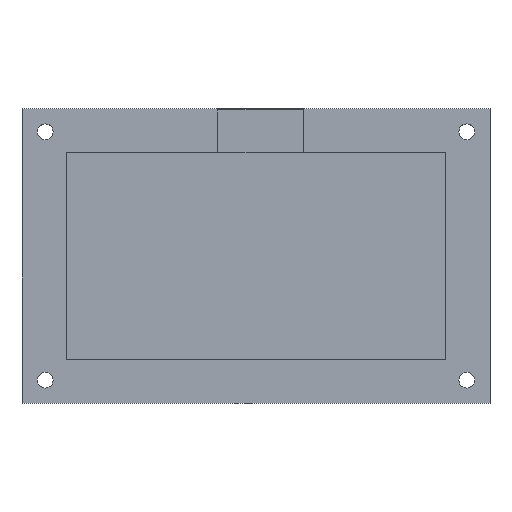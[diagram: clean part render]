
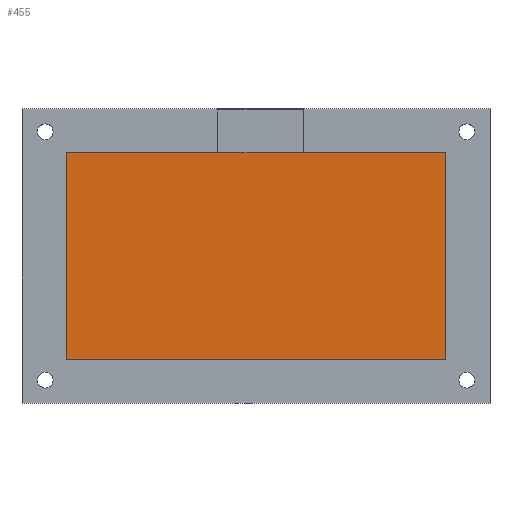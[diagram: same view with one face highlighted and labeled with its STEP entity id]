
A CAD part, top view. The second image highlights one B-rep face of the part: STEP entity #455.
In plain terms, the highlighted planar face has unit normal (0, 0, 1).
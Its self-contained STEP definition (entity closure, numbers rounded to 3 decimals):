
#61=FACE_OUTER_BOUND('',#88,.T.);
#88=EDGE_LOOP('',(#335,#336,#337,#338));
#136=LINE('',#703,#180);
#139=LINE('',#709,#183);
#140=LINE('',#711,#184);
#141=LINE('',#712,#185);
#180=VECTOR('',#563,10.);
#183=VECTOR('',#568,10.);
#184=VECTOR('',#569,10.);
#185=VECTOR('',#570,10.);
#220=VERTEX_POINT('',#700);
#221=VERTEX_POINT('',#702);
#223=VERTEX_POINT('',#708);
#224=VERTEX_POINT('',#710);
#264=EDGE_CURVE('',#220,#221,#136,.T.);
#267=EDGE_CURVE('',#223,#220,#139,.T.);
#268=EDGE_CURVE('',#224,#223,#140,.T.);
#269=EDGE_CURVE('',#221,#224,#141,.T.);
#335=ORIENTED_EDGE('',*,*,#267,.F.);
#336=ORIENTED_EDGE('',*,*,#268,.F.);
#337=ORIENTED_EDGE('',*,*,#269,.F.);
#338=ORIENTED_EDGE('',*,*,#264,.F.);
#436=PLANE('',#497);
#455=ADVANCED_FACE('',(#61),#436,.T.);
#497=AXIS2_PLACEMENT_3D('',#707,#566,#567);
#563=DIRECTION('',(1.,0.,0.));
#566=DIRECTION('center_axis',(0.,0.,1.));
#567=DIRECTION('ref_axis',(1.,0.,0.));
#568=DIRECTION('',(0.,1.,0.));
#569=DIRECTION('',(-1.,0.,0.));
#570=DIRECTION('',(0.,-1.,0.));
#700=CARTESIAN_POINT('',(0.,44.58,3.));
#702=CARTESIAN_POINT('',(81.96,44.58,3.));
#703=CARTESIAN_POINT('',(20.49,44.58,3.));
#707=CARTESIAN_POINT('Origin',(40.98,22.29,3.));
#708=CARTESIAN_POINT('',(0.,0.,3.));
#709=CARTESIAN_POINT('',(0.,11.145,3.));
#710=CARTESIAN_POINT('',(81.96,0.,3.));
#711=CARTESIAN_POINT('',(61.47,0.,3.));
#712=CARTESIAN_POINT('',(81.96,33.435,3.));
